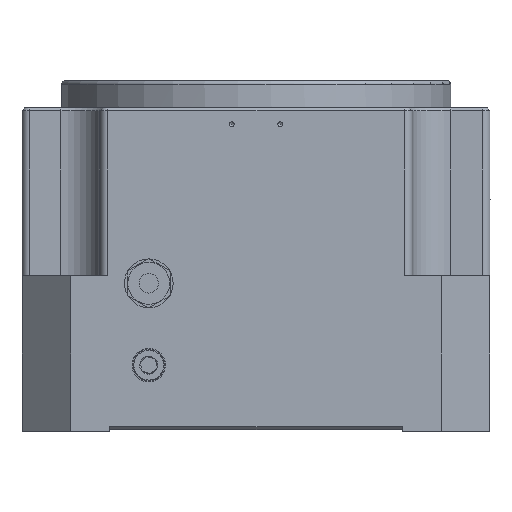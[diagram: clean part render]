
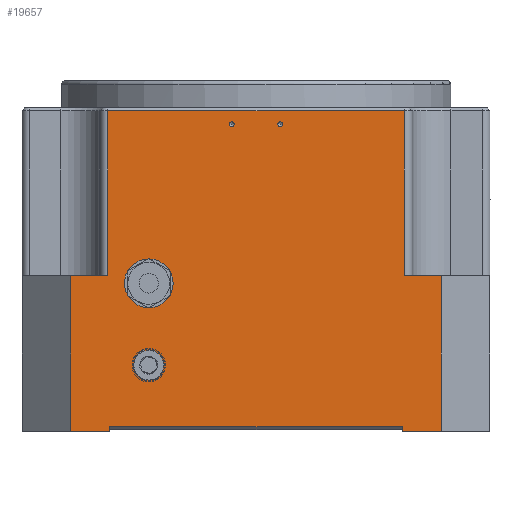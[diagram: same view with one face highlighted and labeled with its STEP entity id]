
A CAD part, left-side view. The second image highlights one B-rep face of the part: STEP entity #19657.
In plain terms, the highlighted planar face has unit normal (-1, 0, 0).
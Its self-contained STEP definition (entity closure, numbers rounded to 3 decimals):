
#73 = DIRECTION ( 'NONE',  ( 0., -1., 0. ) ) ;
#88 = ORIENTED_EDGE ( 'NONE', *, *, #15764, .T. ) ;
#93 = DIRECTION ( 'NONE',  ( -1., 0., 0. ) ) ;
#122 = CARTESIAN_POINT ( 'NONE',  ( -120., 55., 76. ) ) ;
#229 = ORIENTED_EDGE ( 'NONE', *, *, #22968, .F. ) ;
#274 = ORIENTED_EDGE ( 'NONE', *, *, #31438, .T. ) ;
#465 = ORIENTED_EDGE ( 'NONE', *, *, #20434, .F. ) ;
#561 = ORIENTED_EDGE ( 'NONE', *, *, #39837, .F. ) ;
#649 = ORIENTED_EDGE ( 'NONE', *, *, #14590, .F. ) ;
#811 = CARTESIAN_POINT ( 'NONE',  ( -120., -75., 0. ) ) ;
#862 = ORIENTED_EDGE ( 'NONE', *, *, #19559, .F. ) ;
#1421 = VECTOR ( 'NONE', #9225, 1000. ) ;
#3435 = DIRECTION ( 'NONE',  ( 0., 0., 1. ) ) ;
#3491 = CARTESIAN_POINT ( 'NONE',  ( -120., -95., 80. ) ) ;
#3497 = LINE ( 'NONE', #3491, #30687 ) ;
#3618 = CARTESIAN_POINT ( 'NONE',  ( -120., 75., 2.5 ) ) ;
#4326 = DIRECTION ( 'NONE',  ( 0., -1., 0. ) ) ;
#4363 = CARTESIAN_POINT ( 'NONE',  ( -120., 120., 80. ) ) ;
#4383 = LINE ( 'NONE', #4363, #21846 ) ;
#4783 = VERTEX_POINT ( 'NONE', #11157 ) ;
#4999 = EDGE_CURVE ( 'NONE', #4783, #25737, #7987, .T. ) ;
#6054 = EDGE_LOOP ( 'NONE', ( #274, #39674, #88, #229, #39544, #39353, #39237, #38987, #38842, #38757, #38691, #38653 ) ) ;
#6606 = EDGE_LOOP ( 'NONE', ( #561 ) ) ;
#6676 = CARTESIAN_POINT ( 'NONE',  ( -120., 55., 41.625 ) ) ;
#6717 = VERTEX_POINT ( 'NONE', #6676 ) ;
#6799 = VERTEX_POINT ( 'NONE', #19973 ) ;
#7021 = EDGE_CURVE ( 'NONE', #38511, #6799, #17796, .T. ) ;
#7743 = DIRECTION ( 'NONE',  ( 0., 0., -1. ) ) ;
#7783 = CARTESIAN_POINT ( 'NONE',  ( -120., -75., 1. ) ) ;
#7841 = LINE ( 'NONE', #7783, #27332 ) ;
#7945 = DIRECTION ( 'NONE',  ( 0., -1., 0. ) ) ;
#7982 = CARTESIAN_POINT ( 'NONE',  ( -120., 120., 80. ) ) ;
#7987 = LINE ( 'NONE', #7982, #38565 ) ;
#8048 = VERTEX_POINT ( 'NONE', #3618 ) ;
#8056 = VECTOR ( 'NONE', #17713, 1000. ) ;
#9077 = CARTESIAN_POINT ( 'NONE',  ( -120., 95., 80. ) ) ;
#9225 = DIRECTION ( 'NONE',  ( 0., 0., -1. ) ) ;
#9243 = CARTESIAN_POINT ( 'NONE',  ( -120., 95., 80. ) ) ;
#9274 = LINE ( 'NONE', #9243, #1421 ) ;
#9715 = EDGE_CURVE ( 'NONE', #8048, #6799, #21369, .T. ) ;
#9759 = DIRECTION ( 'NONE',  ( 0., 1., 0. ) ) ;
#9798 = DIRECTION ( 'NONE',  ( 1., 0., 0. ) ) ;
#9805 = CARTESIAN_POINT ( 'NONE',  ( -120., 120., 80. ) ) ;
#9840 = PLANE ( 'NONE',  #35977 ) ;
#9848 = FACE_OUTER_BOUND ( 'NONE', #6054, .T. ) ;
#9885 = FACE_BOUND ( 'NONE', #9986, .T. ) ;
#9897 = FACE_BOUND ( 'NONE', #6606, .T. ) ;
#9932 = FACE_BOUND ( 'NONE', #12332, .T. ) ;
#9986 = EDGE_LOOP ( 'NONE', ( #465 ) ) ;
#9991 = FACE_BOUND ( 'NONE', #13325, .T. ) ;
#11157 = CARTESIAN_POINT ( 'NONE',  ( -120., -76., 80. ) ) ;
#11520 = CARTESIAN_POINT ( 'NONE',  ( -120., 95., 0. ) ) ;
#11702 = DIRECTION ( 'NONE',  ( 0., 0., 1. ) ) ;
#11739 = DIRECTION ( 'NONE',  ( -1., 0., 0. ) ) ;
#11759 = CARTESIAN_POINT ( 'NONE',  ( -120., -12.5, 157.5 ) ) ;
#12332 = EDGE_LOOP ( 'NONE', ( #649 ) ) ;
#12350 = CARTESIAN_POINT ( 'NONE',  ( -120., -95., 80. ) ) ;
#13325 = EDGE_LOOP ( 'NONE', ( #862 ) ) ;
#13494 = EDGE_CURVE ( 'NONE', #31466, #17022, #7841, .T. ) ;
#14273 = EDGE_CURVE ( 'NONE', #8048, #31466, #36872, .T. ) ;
#14590 = EDGE_CURVE ( 'NONE', #23848, #23848, #38831, .T. ) ;
#15764 = EDGE_CURVE ( 'NONE', #27627, #30713, #16983, .T. ) ;
#16378 = VERTEX_POINT ( 'NONE', #9077 ) ;
#16393 = CIRCLE ( 'NONE', #38853, 12.5 ) ;
#16425 = CARTESIAN_POINT ( 'NONE',  ( -120., -75., 2.5 ) ) ;
#16632 = DIRECTION ( 'NONE',  ( 0., 0., 1. ) ) ;
#16671 = CARTESIAN_POINT ( 'NONE',  ( -120., -76., 80. ) ) ;
#16673 = LINE ( 'NONE', #16671, #20920 ) ;
#16939 = DIRECTION ( 'NONE',  ( 0., 0., -1. ) ) ;
#16972 = CARTESIAN_POINT ( 'NONE',  ( -120., 76., 80. ) ) ;
#16983 = LINE ( 'NONE', #16972, #34195 ) ;
#17022 = VERTEX_POINT ( 'NONE', #811 ) ;
#17713 = DIRECTION ( 'NONE',  ( 0., -1., 0. ) ) ;
#17758 = CARTESIAN_POINT ( 'NONE',  ( -120., 120., 0. ) ) ;
#17796 = LINE ( 'NONE', #17758, #8056 ) ;
#17841 = VECTOR ( 'NONE', #18637, 1000. ) ;
#18567 = AXIS2_PLACEMENT_3D ( 'NONE', #33793, #33780, #33742 ) ;
#18637 = DIRECTION ( 'NONE',  ( 0., -1., 0. ) ) ;
#18694 = CARTESIAN_POINT ( 'NONE',  ( -120., 120., 0. ) ) ;
#18735 = DIRECTION ( 'NONE',  ( 0., 1., 0. ) ) ;
#18736 = LINE ( 'NONE', #18694, #17841 ) ;
#18743 = CARTESIAN_POINT ( 'NONE',  ( -120., 120., 164.5 ) ) ;
#18755 = LINE ( 'NONE', #18743, #33365 ) ;
#19559 = EDGE_CURVE ( 'NONE', #20133, #20133, #39775, .T. ) ;
#19600 = CARTESIAN_POINT ( 'NONE',  ( -120., 42.5, 76. ) ) ;
#19639 = VERTEX_POINT ( 'NONE', #19600 ) ;
#19657 = ADVANCED_FACE ( 'NONE', ( #9991, #9932, #9897, #9885, #9848 ), #9840, .F. ) ;
#19973 = CARTESIAN_POINT ( 'NONE',  ( -120., 75., 0. ) ) ;
#20079 = CARTESIAN_POINT ( 'NONE',  ( -120., -12.5, 158.75 ) ) ;
#20133 = VERTEX_POINT ( 'NONE', #20079 ) ;
#20434 = EDGE_CURVE ( 'NONE', #19639, #19639, #16393, .T. ) ;
#20920 = VECTOR ( 'NONE', #16632, 1000. ) ;
#20921 = VECTOR ( 'NONE', #36821, 1000. ) ;
#21260 = DIRECTION ( 'NONE',  ( 0., 0., -1. ) ) ;
#21328 = CARTESIAN_POINT ( 'NONE',  ( -120., 75., 1. ) ) ;
#21369 = LINE ( 'NONE', #21328, #22889 ) ;
#21598 = AXIS2_PLACEMENT_3D ( 'NONE', #32295, #32249, #32238 ) ;
#21846 = VECTOR ( 'NONE', #4326, 1000. ) ;
#22056 = EDGE_CURVE ( 'NONE', #27761, #27627, #18755, .T. ) ;
#22554 = AXIS2_PLACEMENT_3D ( 'NONE', #11759, #11739, #11702 ) ;
#22889 = VECTOR ( 'NONE', #21260, 1000. ) ;
#22968 = EDGE_CURVE ( 'NONE', #16378, #30713, #4383, .T. ) ;
#23492 = CARTESIAN_POINT ( 'NONE',  ( -120., -76., 164.5 ) ) ;
#23846 = CARTESIAN_POINT ( 'NONE',  ( -120., 12.5, 158.75 ) ) ;
#23848 = VERTEX_POINT ( 'NONE', #23846 ) ;
#24121 = CARTESIAN_POINT ( 'NONE',  ( -120., -95., 0. ) ) ;
#24755 = VERTEX_POINT ( 'NONE', #24121 ) ;
#25581 = CARTESIAN_POINT ( 'NONE',  ( -120., 76., 164.5 ) ) ;
#25737 = VERTEX_POINT ( 'NONE', #12350 ) ;
#27332 = VECTOR ( 'NONE', #7743, 1000. ) ;
#27627 = VERTEX_POINT ( 'NONE', #25581 ) ;
#27761 = VERTEX_POINT ( 'NONE', #23492 ) ;
#27982 = CARTESIAN_POINT ( 'NONE',  ( -120., 76., 80. ) ) ;
#28947 = EDGE_CURVE ( 'NONE', #16378, #38511, #9274, .T. ) ;
#30687 = VECTOR ( 'NONE', #3435, 1000. ) ;
#30713 = VERTEX_POINT ( 'NONE', #27982 ) ;
#31438 = EDGE_CURVE ( 'NONE', #4783, #27761, #16673, .T. ) ;
#31466 = VERTEX_POINT ( 'NONE', #16425 ) ;
#32238 = DIRECTION ( 'NONE',  ( 0., 0., 1. ) ) ;
#32249 = DIRECTION ( 'NONE',  ( -1., 0., 0. ) ) ;
#32295 = CARTESIAN_POINT ( 'NONE',  ( -120., 12.5, 157.5 ) ) ;
#32594 = EDGE_CURVE ( 'NONE', #24755, #25737, #3497, .T. ) ;
#33365 = VECTOR ( 'NONE', #18735, 1000. ) ;
#33742 = DIRECTION ( 'NONE',  ( 0., 0., 1. ) ) ;
#33780 = DIRECTION ( 'NONE',  ( -1., 0., 0. ) ) ;
#33793 = CARTESIAN_POINT ( 'NONE',  ( -120., 55., 34. ) ) ;
#34195 = VECTOR ( 'NONE', #16939, 1000. ) ;
#34682 = EDGE_CURVE ( 'NONE', #17022, #24755, #18736, .T. ) ;
#35901 = CIRCLE ( 'NONE', #18567, 7.625 ) ;
#35977 = AXIS2_PLACEMENT_3D ( 'NONE', #9805, #9798, #9759 ) ;
#36821 = DIRECTION ( 'NONE',  ( 0., -1., 0. ) ) ;
#36847 = CARTESIAN_POINT ( 'NONE',  ( -120., -75., 2.5 ) ) ;
#36872 = LINE ( 'NONE', #36847, #20921 ) ;
#38511 = VERTEX_POINT ( 'NONE', #11520 ) ;
#38565 = VECTOR ( 'NONE', #7945, 1000. ) ;
#38653 = ORIENTED_EDGE ( 'NONE', *, *, #4999, .F. ) ;
#38691 = ORIENTED_EDGE ( 'NONE', *, *, #32594, .T. ) ;
#38757 = ORIENTED_EDGE ( 'NONE', *, *, #34682, .T. ) ;
#38831 = CIRCLE ( 'NONE', #21598, 1.25 ) ;
#38842 = ORIENTED_EDGE ( 'NONE', *, *, #13494, .T. ) ;
#38853 = AXIS2_PLACEMENT_3D ( 'NONE', #122, #93, #73 ) ;
#38987 = ORIENTED_EDGE ( 'NONE', *, *, #14273, .T. ) ;
#39237 = ORIENTED_EDGE ( 'NONE', *, *, #9715, .F. ) ;
#39353 = ORIENTED_EDGE ( 'NONE', *, *, #7021, .T. ) ;
#39544 = ORIENTED_EDGE ( 'NONE', *, *, #28947, .T. ) ;
#39674 = ORIENTED_EDGE ( 'NONE', *, *, #22056, .T. ) ;
#39775 = CIRCLE ( 'NONE', #22554, 1.25 ) ;
#39837 = EDGE_CURVE ( 'NONE', #6717, #6717, #35901, .T. ) ;
